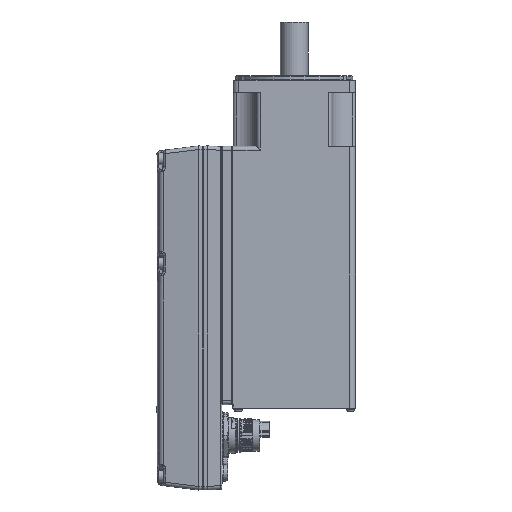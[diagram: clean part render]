
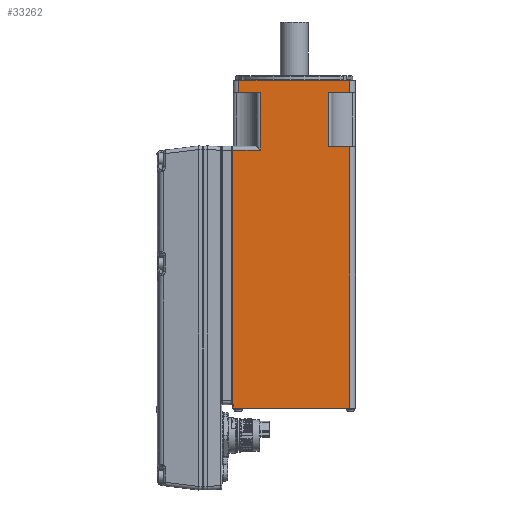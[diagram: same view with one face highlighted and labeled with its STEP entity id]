
A CAD part, left-side view. The second image highlights one B-rep face of the part: STEP entity #33262.
In plain terms, the highlighted planar face has unit normal (1, 0, 0).
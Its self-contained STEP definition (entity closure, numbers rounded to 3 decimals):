
#43=DIRECTION('',(0.,0.,1.));
#44=VECTOR('',#43,179.3);
#45=CARTESIAN_POINT('',(-42.,-38.,-224.9));
#46=LINE('',#45,#44);
#73=DIRECTION('',(0.,-1.,0.));
#74=VECTOR('',#73,0.3);
#75=CARTESIAN_POINT('',(-42.,42.3,-222.4));
#76=LINE('',#75,#74);
#97=DIRECTION('',(0.,0.,1.));
#98=VECTOR('',#97,2.5);
#99=CARTESIAN_POINT('',(-42.,42.,-224.9));
#100=LINE('',#99,#98);
#221=DIRECTION('',(0.,1.,0.));
#222=VECTOR('',#221,80.);
#223=CARTESIAN_POINT('',(-42.,-38.,
-224.9));
#224=LINE('',#223,#222);
#669=DIRECTION('',(0.,0.,1.));
#670=VECTOR('',#669,174.6);
#671=CARTESIAN_POINT('',(-42.,42.3,-222.4));
#672=LINE('',#671,#670);
#716=DIRECTION('',(0.,1.,0.));
#717=VECTOR('',#716,19.073);
#718=CARTESIAN_POINT('',(-42.,23.227,-47.8));
#719=LINE('',#718,#717);
#746=DIRECTION('',(0.,1.,0.));
#747=VECTOR('',#746,14.773);
#748=CARTESIAN_POINT('',(-42.,23.227,-8.5));
#749=LINE('',#748,#747);
#789=DIRECTION('',(0.,0.,-1.));
#790=VECTOR('',#789,8.5);
#791=CARTESIAN_POINT('',(-42.,38.,0.));
#792=LINE('',#791,#790);
#793=DIRECTION('',(0.,1.,0.));
#794=VECTOR('',#793,76.);
#795=CARTESIAN_POINT('',(-42.,-38.,0.));
#796=LINE('',#795,#794);
#945=DIRECTION('',(0.,0.,1.));
#946=VECTOR('',#945,8.5);
#947=CARTESIAN_POINT('',(-42.,-38.,-8.5));
#948=LINE('',#947,#946);
#977=DIRECTION('',(0.,1.,0.));
#978=VECTOR('',#977,14.773);
#979=CARTESIAN_POINT('',(-42.,-38.,-8.5));
#980=LINE('',#979,#978);
#991=DIRECTION('',(0.,0.,1.));
#992=VECTOR('',#991,37.1);
#993=CARTESIAN_POINT('',(-42.,-23.227,-45.6));
#994=LINE('',#993,#992);
#1000=DIRECTION('',(0.,-1.,0.));
#1001=VECTOR('',#1000,14.773);
#1002=CARTESIAN_POINT('',(-42.,-23.227,-45.6));
#1003=LINE('',#1002,#1001);
#24087=DIRECTION('',(0.,0.,-1.));
#24088=VECTOR('',#24087,39.3);
#24089=CARTESIAN_POINT('',(-42.,23.227,-8.5));
#24090=LINE('',#24089,#24088);
#27049=CARTESIAN_POINT('',(-42.,-38.,
-224.9));
#27050=CARTESIAN_POINT('',(-42.,-38.,
-45.6));
#27051=VERTEX_POINT('',#27049);
#27052=VERTEX_POINT('',#27050);
#27053=CARTESIAN_POINT('',(-42.,42.,-224.9));
#27054=VERTEX_POINT('',#27053);
#27055=CARTESIAN_POINT('',(-42.,42.,-222.4));
#27056=VERTEX_POINT('',#27055);
#27057=CARTESIAN_POINT('',(-42.,42.3,-222.4));
#27058=VERTEX_POINT('',#27057);
#27059=CARTESIAN_POINT('',(-42.,42.3,
-47.8));
#27060=VERTEX_POINT('',#27059);
#27061=CARTESIAN_POINT('',(-42.,23.227,-47.8));
#27062=VERTEX_POINT('',#27061);
#27063=CARTESIAN_POINT('',(-42.,23.227,-8.5));
#27064=VERTEX_POINT('',#27063);
#27065=CARTESIAN_POINT('',(-42.,38.,-8.5));
#27066=VERTEX_POINT('',#27065);
#27067=CARTESIAN_POINT('',(-42.,38.,0.));
#27068=VERTEX_POINT('',#27067);
#27069=CARTESIAN_POINT('',(-42.,-38.,0.));
#27070=VERTEX_POINT('',#27069);
#27071=CARTESIAN_POINT('',(-42.,-38.,-8.5));
#27072=VERTEX_POINT('',#27071);
#27073=CARTESIAN_POINT('',(-42.,-23.227,-8.5));
#27074=VERTEX_POINT('',#27073);
#27075=CARTESIAN_POINT('',(-42.,-23.227,-45.6));
#27076=VERTEX_POINT('',#27075);
#33227=CARTESIAN_POINT('',(-42.,2.15,-112.45));
#33228=DIRECTION('',(1.,0.,0.));
#33229=DIRECTION('',(0.,-1.,0.));
#33230=AXIS2_PLACEMENT_3D('',#33227,#33228,#33229);
#33231=PLANE('',#33230);
#33233=ORIENTED_EDGE('',*,*,#33232,.T.);
#33235=ORIENTED_EDGE('',*,*,#33234,.F.);
#33237=ORIENTED_EDGE('',*,*,#33236,.T.);
#33239=ORIENTED_EDGE('',*,*,#33238,.F.);
#33241=ORIENTED_EDGE('',*,*,#33240,.T.);
#33243=ORIENTED_EDGE('',*,*,#33242,.T.);
#33245=ORIENTED_EDGE('',*,*,#33244,.T.);
#33247=ORIENTED_EDGE('',*,*,#33246,.F.);
#33249=ORIENTED_EDGE('',*,*,#33248,.T.);
#33251=ORIENTED_EDGE('',*,*,#33250,.T.);
#33253=ORIENTED_EDGE('',*,*,#33252,.F.);
#33255=ORIENTED_EDGE('',*,*,#33254,.T.);
#33257=ORIENTED_EDGE('',*,*,#33256,.F.);
#33259=ORIENTED_EDGE('',*,*,#33258,.F.);
#33260=EDGE_LOOP('',(#33233,#33235,#33237,#33239,#33241,#33243,#33245,#33247,
#33249,#33251,#33253,#33255,#33257,#33259));
#33261=FACE_OUTER_BOUND('',#33260,.F.);
#33262=ADVANCED_FACE('',(#33261),#33231,.T.);
#33232=EDGE_CURVE('',#27051,#27052,#46,.T.);
#33234=EDGE_CURVE('',#27076,#27052,#1003,.T.);
#33236=EDGE_CURVE('',#27076,#27074,#994,.T.);
#33238=EDGE_CURVE('',#27072,#27074,#980,.T.);
#33240=EDGE_CURVE('',#27072,#27070,#948,.T.);
#33242=EDGE_CURVE('',#27070,#27068,#796,.T.);
#33244=EDGE_CURVE('',#27068,#27066,#792,.T.);
#33246=EDGE_CURVE('',#27064,#27066,#749,.T.);
#33248=EDGE_CURVE('',#27064,#27062,#24090,.T.);
#33250=EDGE_CURVE('',#27062,#27060,#719,.T.);
#33252=EDGE_CURVE('',#27058,#27060,#672,.T.);
#33254=EDGE_CURVE('',#27058,#27056,#76,.T.);
#33256=EDGE_CURVE('',#27054,#27056,#100,.T.);
#33258=EDGE_CURVE('',#27051,#27054,#224,.T.);
